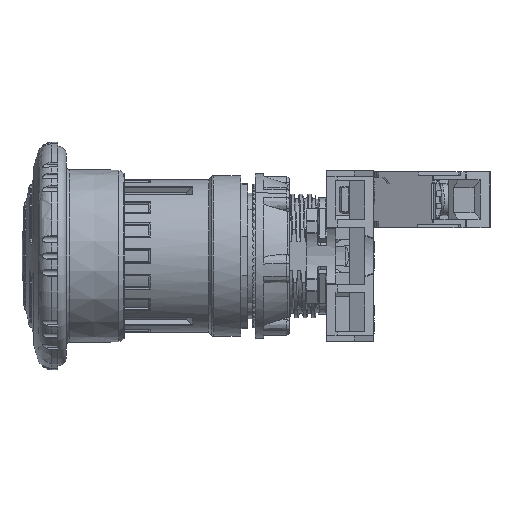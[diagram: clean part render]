
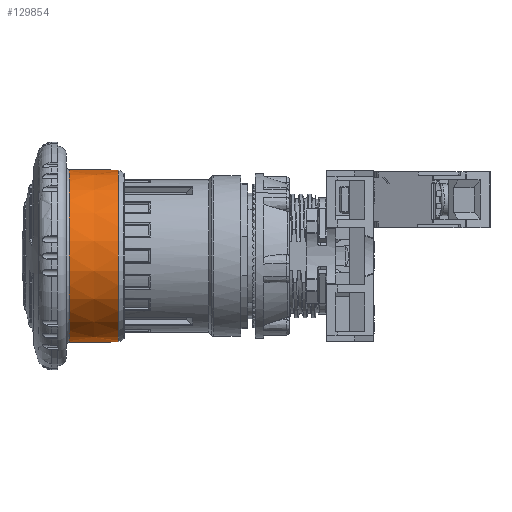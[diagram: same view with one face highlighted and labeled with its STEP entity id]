
A CAD part, left-side view. The second image highlights one B-rep face of the part: STEP entity #129854.
In plain terms, the highlighted conical face has half-angle 0.562 degrees and reference radius 15.153 mm.
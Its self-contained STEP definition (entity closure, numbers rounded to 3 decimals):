
#102809=CARTESIAN_POINT('',(0.,40.355,0.));
#102810=DIRECTION('',(0.,1.,0.));
#102811=DIRECTION('',(1.,0.,0.));
#102812=AXIS2_PLACEMENT_3D('',#102809,#102810,#102811);
#102814=DIRECTION('',(-0.01,-1.,0.));
#102815=VECTOR('',#102814,8.65);
#102816=CARTESIAN_POINT('',(15.195,49.005,
0.));
#102817=LINE('',#102816,#102815);
#102818=CARTESIAN_POINT('',(0.,49.005,0.));
#102819=DIRECTION('',(0.,1.,0.));
#102820=DIRECTION('',(1.,0.,0.));
#102821=AXIS2_PLACEMENT_3D('',#102818,#102819,#102820);
#102823=DIRECTION('',(0.01,-1.,0.));
#102824=VECTOR('',#102823,8.65);
#102825=CARTESIAN_POINT('',(-15.195,49.005,
0.));
#102826=LINE('',#102825,#102824);
#115125=CARTESIAN_POINT('',(-15.195,49.005,0.));
#115126=CARTESIAN_POINT('',(15.195,49.005,0.));
#115127=VERTEX_POINT('',#115125);
#115128=VERTEX_POINT('',#115126);
#115598=CARTESIAN_POINT('',(15.11,40.355,0.));
#115599=CARTESIAN_POINT('',(-15.11,40.355,
0.));
#115600=VERTEX_POINT('',#115598);
#115601=VERTEX_POINT('',#115599);
#129840=CARTESIAN_POINT('',(0.,44.68,0.));
#129841=DIRECTION('',(0.,1.,0.));
#129842=DIRECTION('',(-1.,0.,0.));
#129843=AXIS2_PLACEMENT_3D('',#129840,#129841,#129842);
#129844=CONICAL_SURFACE('',#129843,15.153,0.562);
#129845=ORIENTED_EDGE('',*,*,#129823,.F.);
#129847=ORIENTED_EDGE('',*,*,#129846,.F.);
#129849=ORIENTED_EDGE('',*,*,#129848,.T.);
#129851=ORIENTED_EDGE('',*,*,#129850,.T.);
#129852=EDGE_LOOP('',(#129845,#129847,#129849,#129851));
#129853=FACE_OUTER_BOUND('',#129852,.F.);
#102813=CIRCLE('',#102812,15.11);
#102822=CIRCLE('',#102821,15.195);
#129823=EDGE_CURVE('',#115600,#115601,#102813,.T.);
#129846=EDGE_CURVE('',#115128,#115600,#102817,.T.);
#129848=EDGE_CURVE('',#115128,#115127,#102822,.T.);
#129850=EDGE_CURVE('',#115127,#115601,#102826,.T.);
#129854=ADVANCED_FACE('',(#129853),#129844,.T.);
